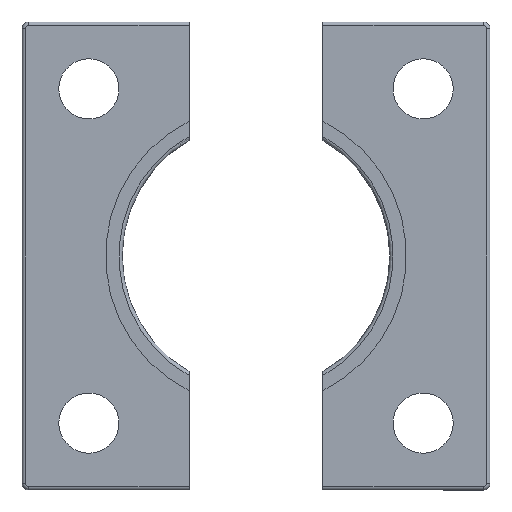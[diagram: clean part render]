
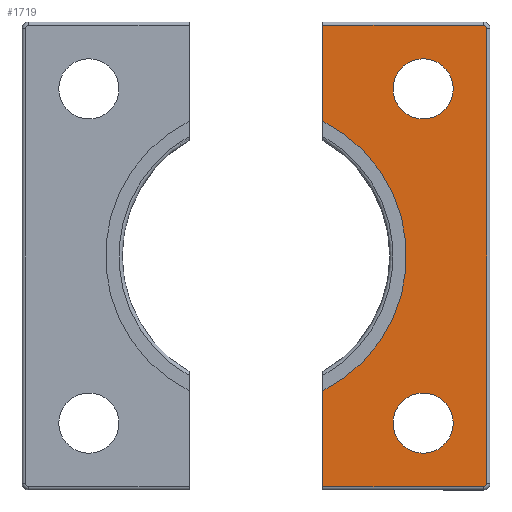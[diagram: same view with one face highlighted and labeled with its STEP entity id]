
A CAD part, front view. The second image highlights one B-rep face of the part: STEP entity #1719.
In plain terms, the highlighted planar face has unit normal (0, -1, 0).
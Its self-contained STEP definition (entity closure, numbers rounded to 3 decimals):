
#9 = AXIS2_PLACEMENT_3D ( 'NONE', #614, #612, #620 ) ;
#32 = VECTOR ( 'NONE', #303, 1000. ) ;
#34 = VECTOR ( 'NONE', #312, 1000. ) ;
#35 = CIRCLE ( 'NONE', #38, 22.5 ) ;
#36 = VECTOR ( 'NONE', #305, 1000. ) ;
#38 = AXIS2_PLACEMENT_3D ( 'NONE', #309, #310, #311 ) ;
#39 = VECTOR ( 'NONE', #315, 1000. ) ;
#40 = CIRCLE ( 'NONE', #42, 0.5 ) ;
#41 = VECTOR ( 'NONE', #70, 1000. ) ;
#42 = AXIS2_PLACEMENT_3D ( 'NONE', #67, #68, #69 ) ;
#43 = CIRCLE ( 'NONE', #45, 4.5 ) ;
#45 = AXIS2_PLACEMENT_3D ( 'NONE', #73, #74, #75 ) ;
#67 = CARTESIAN_POINT ( 'NONE',  ( 34., 0., -34. ) ) ;
#68 = DIRECTION ( 'NONE',  ( 0., -1., 0. ) ) ;
#69 = DIRECTION ( 'NONE',  ( 0., 0., 1. ) ) ;
#70 = DIRECTION ( 'NONE',  ( 0., 0., 1. ) ) ;
#73 = CARTESIAN_POINT ( 'NONE',  ( 25., 0., -25. ) ) ;
#74 = DIRECTION ( 'NONE',  ( 0., 1., 0. ) ) ;
#75 = DIRECTION ( 'NONE',  ( 0., 0., -1. ) ) ;
#118 = CIRCLE ( 'NONE', #123, 4.5 ) ;
#123 = AXIS2_PLACEMENT_3D ( 'NONE', #1380, #1381, #1382 ) ;
#151 = CIRCLE ( 'NONE', #153, 0.5 ) ;
#153 = AXIS2_PLACEMENT_3D ( 'NONE', #1540, #1541, #1542 ) ;
#300 = LINE ( 'NONE', #302, #32 ) ;
#301 = CARTESIAN_POINT ( 'NONE',  ( 10., 0., -17.321 ) ) ;
#302 = CARTESIAN_POINT ( 'NONE',  ( 0., 0., 34.5 ) ) ;
#303 = DIRECTION ( 'NONE',  ( -1., 0., 0. ) ) ;
#304 = CARTESIAN_POINT ( 'NONE',  ( 10., 0., 35. ) ) ;
#305 = DIRECTION ( 'NONE',  ( 0., 0., 1. ) ) ;
#306 = CARTESIAN_POINT ( 'NONE',  ( 34.5, 0., 0. ) ) ;
#307 = LINE ( 'NONE', #306, #41 ) ;
#308 = LINE ( 'NONE', #301, #34 ) ;
#309 = CARTESIAN_POINT ( 'NONE',  ( 0., 0., 0. ) ) ;
#310 = DIRECTION ( 'NONE',  ( 0., -1., 0. ) ) ;
#311 = DIRECTION ( 'NONE',  ( 0., 0., -1. ) ) ;
#312 = DIRECTION ( 'NONE',  ( 0., 0., 1. ) ) ;
#313 = LINE ( 'NONE', #314, #39 ) ;
#314 = CARTESIAN_POINT ( 'NONE',  ( 0., 0., -34.5 ) ) ;
#315 = DIRECTION ( 'NONE',  ( 1., 0., 0. ) ) ;
#320 = CIRCLE ( 'NONE', #321, 4.5 ) ;
#321 = AXIS2_PLACEMENT_3D ( 'NONE', #1069, #1070, #1071 ) ;
#349 = LINE ( 'NONE', #304, #36 ) ;
#358 = CIRCLE ( 'NONE', #359, 4.5 ) ;
#359 = AXIS2_PLACEMENT_3D ( 'NONE', #1057, #1058, #1059 ) ;
#362 = EDGE_LOOP ( 'NONE', ( #388, #384, #378, #375, #377, #376, #398, #397 ) ) ;
#370 = ORIENTED_EDGE ( 'NONE', *, *, #755, .T. ) ;
#375 = ORIENTED_EDGE ( 'NONE', *, *, #750, .F. ) ;
#376 = ORIENTED_EDGE ( 'NONE', *, *, #752, .T. ) ;
#377 = ORIENTED_EDGE ( 'NONE', *, *, #751, .F. ) ;
#378 = ORIENTED_EDGE ( 'NONE', *, *, #749, .F. ) ;
#379 = ORIENTED_EDGE ( 'NONE', *, *, #719, .T. ) ;
#382 = ORIENTED_EDGE ( 'NONE', *, *, #1672, .T. ) ;
#383 = ORIENTED_EDGE ( 'NONE', *, *, #715, .T. ) ;
#384 = ORIENTED_EDGE ( 'NONE', *, *, #748, .T. ) ;
#388 = ORIENTED_EDGE ( 'NONE', *, *, #1698, .T. ) ;
#397 = ORIENTED_EDGE ( 'NONE', *, *, #754, .T. ) ;
#398 = ORIENTED_EDGE ( 'NONE', *, *, #753, .T. ) ;
#608 = FACE_OUTER_BOUND ( 'NONE', #362, .T. ) ;
#612 = DIRECTION ( 'NONE',  ( 0., 1., 0. ) ) ;
#614 = CARTESIAN_POINT ( 'NONE',  ( 0., 0., 0. ) ) ;
#615 = FACE_BOUND ( 'NONE', #1296, .T. ) ;
#617 = FACE_BOUND ( 'NONE', #1616, .T. ) ;
#618 = PLANE ( 'NONE',  #9 ) ;
#620 = DIRECTION ( 'NONE',  ( 0., 0., 1. ) ) ;
#715 = EDGE_CURVE ( 'NONE', #924, #935, #358, .T. ) ;
#719 = EDGE_CURVE ( 'NONE', #930, #936, #320, .T. ) ;
#748 = EDGE_CURVE ( 'NONE', #1089, #1080, #300, .T. ) ;
#749 = EDGE_CURVE ( 'NONE', #1081, #1080, #349, .T. ) ;
#750 = EDGE_CURVE ( 'NONE', #938, #1081, #35, .T. ) ;
#751 = EDGE_CURVE ( 'NONE', #932, #938, #308, .T. ) ;
#752 = EDGE_CURVE ( 'NONE', #932, #1076, #313, .T. ) ;
#753 = EDGE_CURVE ( 'NONE', #1076, #1075, #40, .T. ) ;
#754 = EDGE_CURVE ( 'NONE', #1075, #1090, #307, .T. ) ;
#755 = EDGE_CURVE ( 'NONE', #936, #930, #43, .T. ) ;
#924 = VERTEX_POINT ( 'NONE', #1446 ) ;
#930 = VERTEX_POINT ( 'NONE', #1449 ) ;
#932 = VERTEX_POINT ( 'NONE', #1456 ) ;
#935 = VERTEX_POINT ( 'NONE', #1459 ) ;
#936 = VERTEX_POINT ( 'NONE', #1460 ) ;
#938 = VERTEX_POINT ( 'NONE', #1462 ) ;
#1057 = CARTESIAN_POINT ( 'NONE',  ( 25., 0., 25. ) ) ;
#1058 = DIRECTION ( 'NONE',  ( 0., 1., 0. ) ) ;
#1059 = DIRECTION ( 'NONE',  ( 0., 0., 1. ) ) ;
#1069 = CARTESIAN_POINT ( 'NONE',  ( 25., 0., -25. ) ) ;
#1070 = DIRECTION ( 'NONE',  ( 0., 1., 0. ) ) ;
#1071 = DIRECTION ( 'NONE',  ( 0., 0., -1. ) ) ;
#1075 = VERTEX_POINT ( 'NONE', #1144 ) ;
#1076 = VERTEX_POINT ( 'NONE', #1145 ) ;
#1080 = VERTEX_POINT ( 'NONE', #1136 ) ;
#1081 = VERTEX_POINT ( 'NONE', #1148 ) ;
#1089 = VERTEX_POINT ( 'NONE', #1156 ) ;
#1090 = VERTEX_POINT ( 'NONE', #1157 ) ;
#1136 = CARTESIAN_POINT ( 'NONE',  ( 10., 0., 34.5 ) ) ;
#1144 = CARTESIAN_POINT ( 'NONE',  ( 34.5, 0., -34. ) ) ;
#1145 = CARTESIAN_POINT ( 'NONE',  ( 34., 0., -34.5 ) ) ;
#1148 = CARTESIAN_POINT ( 'NONE',  ( 10., 0., 20.156 ) ) ;
#1156 = CARTESIAN_POINT ( 'NONE',  ( 34., 0., 34.5 ) ) ;
#1157 = CARTESIAN_POINT ( 'NONE',  ( 34.5, 0., 34. ) ) ;
#1296 = EDGE_LOOP ( 'NONE', ( #383, #382 ) ) ;
#1380 = CARTESIAN_POINT ( 'NONE',  ( 25., 0., 25. ) ) ;
#1381 = DIRECTION ( 'NONE',  ( 0., 1., 0. ) ) ;
#1382 = DIRECTION ( 'NONE',  ( 0., 0., 1. ) ) ;
#1446 = CARTESIAN_POINT ( 'NONE',  ( 25., 0., 20.5 ) ) ;
#1449 = CARTESIAN_POINT ( 'NONE',  ( 25., 0., -29.5 ) ) ;
#1456 = CARTESIAN_POINT ( 'NONE',  ( 10., 0., -34.5 ) ) ;
#1459 = CARTESIAN_POINT ( 'NONE',  ( 25., 0., 29.5 ) ) ;
#1460 = CARTESIAN_POINT ( 'NONE',  ( 25., 0., -20.5 ) ) ;
#1462 = CARTESIAN_POINT ( 'NONE',  ( 10., 0., -20.156 ) ) ;
#1540 = CARTESIAN_POINT ( 'NONE',  ( 34., 0., 34. ) ) ;
#1541 = DIRECTION ( 'NONE',  ( 0., -1., 0. ) ) ;
#1542 = DIRECTION ( 'NONE',  ( 0., 0., 1. ) ) ;
#1616 = EDGE_LOOP ( 'NONE', ( #379, #370 ) ) ;
#1672 = EDGE_CURVE ( 'NONE', #935, #924, #118, .T. ) ;
#1698 = EDGE_CURVE ( 'NONE', #1090, #1089, #151, .T. ) ;
#1719 = ADVANCED_FACE ( 'NONE', ( #615, #608, #617 ), #618, .F. ) ;
